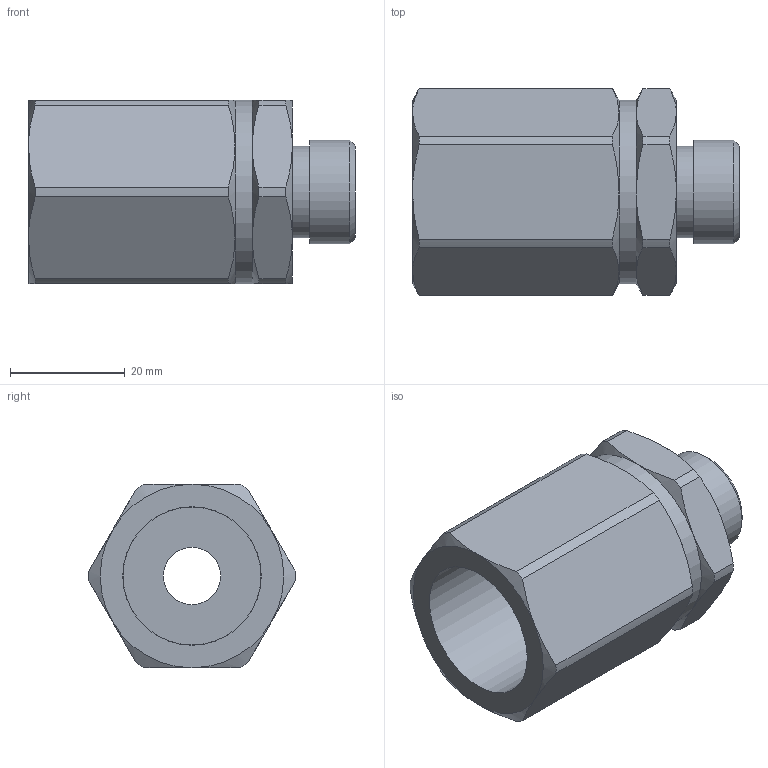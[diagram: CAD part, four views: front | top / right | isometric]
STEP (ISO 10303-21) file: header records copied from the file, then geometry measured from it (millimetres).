
FILE_DESCRIPTION(/* description */ (''),/* implementation_level */ '2;1');
FILE_NAME(/* name */ '60059175.stp',/* time_stamp */ '2018-12-04T15:06:47+01:00',/* author */ ('rmorof'),/* organization */ (''),/* preprocessor_version */ 'ST-DEVELOPER v17',/* originating_system */ 'Autodesk Inventor 2018',/* authorisation */ '');
FILE_SCHEMA (('CONFIG_CONTROL_DESIGN'));
Length unit declared in the file: millimetre
Products named in the file (3): 60059175; 9361496; 9327035
Assembly tree (2 placements, depth 2):
  60059175
    9361496
    9327035
Bounding box: 57 x 36 x 32 mm (x, y, z)
Volume: 31682 mm3; surface area: 13336.7 mm2
Topology: 2 solids, 2 shells, 68 faces, 165 edges, 106 vertices
Faces by surface type: cone 27, plane 21, cylinder 20
Full cylindrical faces by diameter (mm): 10 x1, 12 x1, 16 x1, 18 x1, 24 x1, 24.117 x1, 26.441 x1, 32 x1
Entity records: 2101 total; most frequent: CARTESIAN_POINT 441, DIRECTION 347, ORIENTED_EDGE 330, EDGE_CURVE 165, AXIS2_PLACEMENT_3D 156, VERTEX_POINT 106, CIRCLE 82, EDGE_LOOP 77
